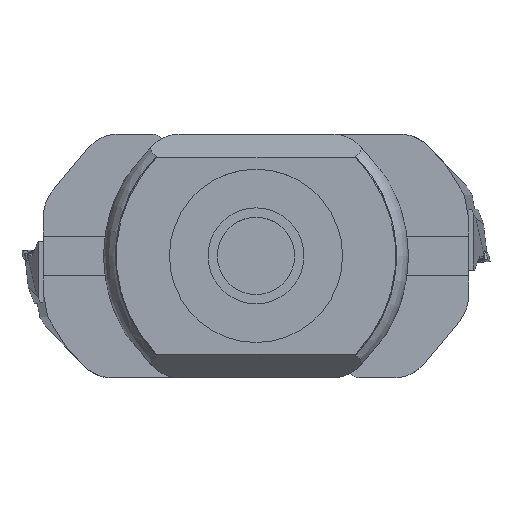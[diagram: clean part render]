
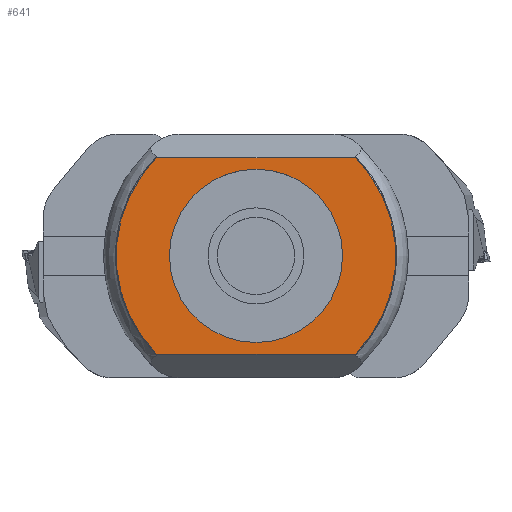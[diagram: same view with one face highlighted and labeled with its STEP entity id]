
A CAD part, top view. The second image highlights one B-rep face of the part: STEP entity #641.
In plain terms, the highlighted planar face has unit normal (0, 0, 1).
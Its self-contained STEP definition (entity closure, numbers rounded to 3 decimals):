
#641=ADVANCED_FACE('',(#1313,#1314),#776,.T.);
#776=PLANE('',#3080);
#861=LINE('',#4068,#1087);
#862=LINE('',#4072,#1088);
#1087=VECTOR('',#3338,1.);
#1088=VECTOR('',#3341,1.);
#1313=FACE_BOUND('',#1369,.T.);
#1314=FACE_BOUND('',#1370,.T.);
#1369=EDGE_LOOP('',(#1532));
#1370=EDGE_LOOP('',(#1533,#1534,#1535,#1536));
#1532=ORIENTED_EDGE('',*,*,#2478,.F.);
#1533=ORIENTED_EDGE('',*,*,#2479,.T.);
#1534=ORIENTED_EDGE('',*,*,#2480,.T.);
#1535=ORIENTED_EDGE('',*,*,#2481,.T.);
#1536=ORIENTED_EDGE('',*,*,#2482,.T.);
#2230=VERTEX_POINT('',#4064);
#2231=VERTEX_POINT('',#4066);
#2232=VERTEX_POINT('',#4067);
#2233=VERTEX_POINT('',#4069);
#2234=VERTEX_POINT('',#4071);
#2478=EDGE_CURVE('',#2230,#2230,#2827,.T.);
#2479=EDGE_CURVE('',#2231,#2232,#2828,.T.);
#2480=EDGE_CURVE('',#2232,#2233,#861,.T.);
#2481=EDGE_CURVE('',#2233,#2234,#2829,.T.);
#2482=EDGE_CURVE('',#2234,#2231,#862,.T.);
#2827=CIRCLE('',#3077,37.);
#2828=CIRCLE('',#3078,59.7);
#2829=CIRCLE('',#3079,59.7);
#3077=AXIS2_PLACEMENT_3D('',#4063,#3334,#3335);
#3078=AXIS2_PLACEMENT_3D('',#4065,#3336,#3337);
#3079=AXIS2_PLACEMENT_3D('',#4070,#3339,#3340);
#3080=AXIS2_PLACEMENT_3D('',#4073,#3342,#3343);
#3334=DIRECTION('',(0.,0.,1.));
#3335=DIRECTION('',(1.,0.,0.));
#3336=DIRECTION('',(0.,0.,1.));
#3337=DIRECTION('',(-1.,0.,0.));
#3338=DIRECTION('',(1.,0.,0.));
#3339=DIRECTION('',(0.,0.,1.));
#3340=DIRECTION('',(-1.,0.,0.));
#3341=DIRECTION('',(-1.,0.,0.));
#3342=DIRECTION('',(0.,0.,1.));
#3343=DIRECTION('',(-1.,0.,0.));
#4063=CARTESIAN_POINT('',(0.,0.,0.));
#4064=CARTESIAN_POINT('',(37.,0.,0.));
#4065=CARTESIAN_POINT('',(0.,0.,0.));
#4066=CARTESIAN_POINT('',(-42.427,42.,0.));
#4067=CARTESIAN_POINT('',(-42.427,-42.,0.));
#4068=CARTESIAN_POINT('',(60.,-42.,0.));
#4069=CARTESIAN_POINT('',(42.427,-42.,0.));
#4070=CARTESIAN_POINT('',(0.,0.,0.));
#4071=CARTESIAN_POINT('',(42.427,42.,0.));
#4072=CARTESIAN_POINT('',(60.,42.,0.));
#4073=CARTESIAN_POINT('',(60.,0.,0.));
